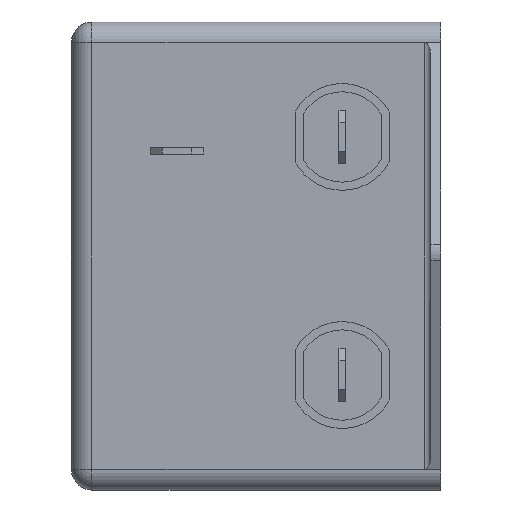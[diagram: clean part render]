
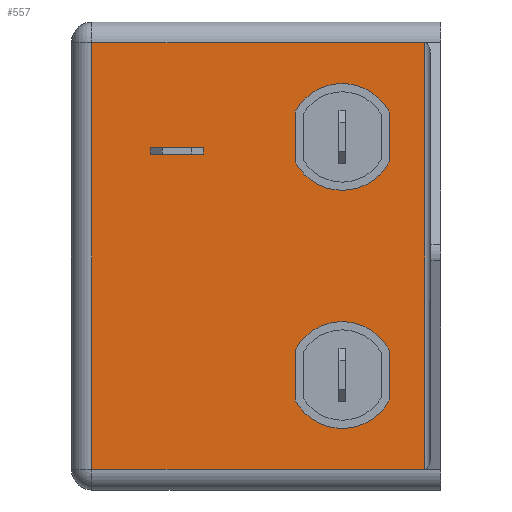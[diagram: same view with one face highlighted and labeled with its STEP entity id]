
A CAD part, left-side view. The second image highlights one B-rep face of the part: STEP entity #557.
In plain terms, the highlighted planar face has unit normal (-1, 0, 0).
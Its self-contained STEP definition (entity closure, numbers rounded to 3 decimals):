
#17 = DIRECTION ( 'NONE',  ( 0., 0., -1. ) ) ;
#20 = LINE ( 'NONE', #3222, #3373 ) ;
#21 = CARTESIAN_POINT ( 'NONE',  ( -46., 6.25, -17.531 ) ) ;
#25 = VERTEX_POINT ( 'NONE', #3193 ) ;
#26 = LINE ( 'NONE', #3634, #2472 ) ;
#55 = CIRCLE ( 'NONE', #305, 6.5 ) ;
#78 = CARTESIAN_POINT ( 'NONE',  ( -46., 12., -14.5 ) ) ;
#83 = LINE ( 'NONE', #3859, #4058 ) ;
#86 = VERTEX_POINT ( 'NONE', #3812 ) ;
#113 = CARTESIAN_POINT ( 'NONE',  ( -46., 42.5, -28.5 ) ) ;
#141 = CARTESIAN_POINT ( 'NONE',  ( -46., 6.25, 17.531 ) ) ;
#160 = ORIENTED_EDGE ( 'NONE', *, *, #3141, .F. ) ;
#168 = ORIENTED_EDGE ( 'NONE', *, *, #2455, .F. ) ;
#229 = VECTOR ( 'NONE', #1738, 1000. ) ;
#269 = EDGE_CURVE ( 'NONE', #1662, #2471, #3720, .T. ) ;
#305 = AXIS2_PLACEMENT_3D ( 'NONE', #455, #2650, #787 ) ;
#323 = FACE_BOUND ( 'NONE', #993, .T. ) ;
#337 = EDGE_CURVE ( 'NONE', #25, #86, #1122, .T. ) ;
#364 = ORIENTED_EDGE ( 'NONE', *, *, #2579, .F. ) ;
#376 = CARTESIAN_POINT ( 'NONE',  ( -46., 1.95, 26. ) ) ;
#409 = DIRECTION ( 'NONE',  ( 0., 0., -1. ) ) ;
#421 = ORIENTED_EDGE ( 'NONE', *, *, #3351, .F. ) ;
#423 = CARTESIAN_POINT ( 'NONE',  ( -46., 17.75, 17.531 ) ) ;
#450 = AXIS2_PLACEMENT_3D ( 'NONE', #1643, #3794, #1949 ) ;
#455 = CARTESIAN_POINT ( 'NONE',  ( -46., 12., -14.5 ) ) ;
#552 = VERTEX_POINT ( 'NONE', #423 ) ;
#557 = ADVANCED_FACE ( 'NONE', ( #1930, #3563, #323, #1074 ), #2624, .T. ) ;
#558 = EDGE_CURVE ( 'NONE', #86, #2429, #2625, .T. ) ;
#600 = VERTEX_POINT ( 'NONE', #141 ) ;
#603 = VECTOR ( 'NONE', #17, 1000. ) ;
#650 = LINE ( 'NONE', #987, #1387 ) ;
#695 = VERTEX_POINT ( 'NONE', #3854 ) ;
#698 = DIRECTION ( 'NONE',  ( 0., 0., 1. ) ) ;
#703 = LINE ( 'NONE', #3402, #2289 ) ;
#717 = ORIENTED_EDGE ( 'NONE', *, *, #774, .F. ) ;
#731 = ORIENTED_EDGE ( 'NONE', *, *, #3492, .T. ) ;
#749 = CARTESIAN_POINT ( 'NONE',  ( -46., 12., -14.5 ) ) ;
#759 = DIRECTION ( 'NONE',  ( -1., 0., 0. ) ) ;
#774 = EDGE_CURVE ( 'NONE', #2429, #3130, #55, .T. ) ;
#787 = DIRECTION ( 'NONE',  ( 0., 0., -1. ) ) ;
#823 = DIRECTION ( 'NONE',  ( 0., 1., 0. ) ) ;
#893 = EDGE_LOOP ( 'NONE', ( #168, #1564, #1853, #1712, #3931 ) ) ;
#954 = VECTOR ( 'NONE', #2318, 1000. ) ;
#958 = VERTEX_POINT ( 'NONE', #21 ) ;
#964 = CARTESIAN_POINT ( 'NONE',  ( -46., 1.95, 28.5 ) ) ;
#987 = CARTESIAN_POINT ( 'NONE',  ( -46., 35.4, 13.2 ) ) ;
#993 = EDGE_LOOP ( 'NONE', ( #2463, #364, #717, #2376, #3947 ) ) ;
#1068 = DIRECTION ( 'NONE',  ( 0., 0., -1. ) ) ;
#1074 = FACE_BOUND ( 'NONE', #1604, .T. ) ;
#1086 = DIRECTION ( 'NONE',  ( 0., 0., -1. ) ) ;
#1099 = CARTESIAN_POINT ( 'NONE',  ( -46., 1.95, -26. ) ) ;
#1100 = AXIS2_PLACEMENT_3D ( 'NONE', #749, #2924, #1068 ) ;
#1101 = ORIENTED_EDGE ( 'NONE', *, *, #3985, .F. ) ;
#1122 = CIRCLE ( 'NONE', #1100, 6.5 ) ;
#1199 = EDGE_CURVE ( 'NONE', #958, #25, #2819, .T. ) ;
#1237 = DIRECTION ( 'NONE',  ( -1., 0., 0. ) ) ;
#1239 = AXIS2_PLACEMENT_3D ( 'NONE', #78, #2314, #409 ) ;
#1278 = ORIENTED_EDGE ( 'NONE', *, *, #2648, .T. ) ;
#1328 = DIRECTION ( 'NONE',  ( 0., 0., -1. ) ) ;
#1355 = LINE ( 'NONE', #2874, #2907 ) ;
#1387 = VECTOR ( 'NONE', #3149, 1000. ) ;
#1406 = CIRCLE ( 'NONE', #1870, 6.5 ) ;
#1407 = EDGE_CURVE ( 'NONE', #600, #552, #1406, .T. ) ;
#1564 = ORIENTED_EDGE ( 'NONE', *, *, #269, .F. ) ;
#1604 = EDGE_LOOP ( 'NONE', ( #1101, #2380, #421, #160 ) ) ;
#1614 = VECTOR ( 'NONE', #1086, 1000. ) ;
#1642 = EDGE_CURVE ( 'NONE', #552, #2557, #1355, .T. ) ;
#1643 = CARTESIAN_POINT ( 'NONE',  ( -46., 12., 14.5 ) ) ;
#1662 = VERTEX_POINT ( 'NONE', #1982 ) ;
#1712 = ORIENTED_EDGE ( 'NONE', *, *, #1642, .F. ) ;
#1716 = VERTEX_POINT ( 'NONE', #2660 ) ;
#1738 = DIRECTION ( 'NONE',  ( 0., 0., -1. ) ) ;
#1761 = ORIENTED_EDGE ( 'NONE', *, *, #3062, .T. ) ;
#1770 = CARTESIAN_POINT ( 'NONE',  ( -46., 42.5, 26. ) ) ;
#1827 = CARTESIAN_POINT ( 'NONE',  ( -46., 12., 14.5 ) ) ;
#1853 = ORIENTED_EDGE ( 'NONE', *, *, #2051, .F. ) ;
#1862 = CARTESIAN_POINT ( 'NONE',  ( -46., 17.75, -17.531 ) ) ;
#1870 = AXIS2_PLACEMENT_3D ( 'NONE', #3091, #1237, #3411 ) ;
#1906 = LINE ( 'NONE', #3549, #954 ) ;
#1915 = DIRECTION ( 'NONE',  ( 0., 0., 1. ) ) ;
#1930 = FACE_OUTER_BOUND ( 'NONE', #3570, .T. ) ;
#1948 = VERTEX_POINT ( 'NONE', #1770 ) ;
#1949 = DIRECTION ( 'NONE',  ( 0., 0., -1. ) ) ;
#1959 = CARTESIAN_POINT ( 'NONE',  ( -46., 35.4, 12.4 ) ) ;
#1982 = CARTESIAN_POINT ( 'NONE',  ( -46., 12., 8. ) ) ;
#2017 = CARTESIAN_POINT ( 'NONE',  ( -46., 35.4, 13.2 ) ) ;
#2032 = DIRECTION ( 'NONE',  ( 0., 0., 1. ) ) ;
#2051 = EDGE_CURVE ( 'NONE', #2557, #1662, #3832, .T. ) ;
#2090 = AXIS2_PLACEMENT_3D ( 'NONE', #3560, #759, #2929 ) ;
#2098 = VERTEX_POINT ( 'NONE', #2136 ) ;
#2126 = DIRECTION ( 'NONE',  ( 0., 0., -1. ) ) ;
#2136 = CARTESIAN_POINT ( 'NONE',  ( -46., 28.9, 13.2 ) ) ;
#2289 = VECTOR ( 'NONE', #3079, 1000. ) ;
#2314 = DIRECTION ( 'NONE',  ( -1., 0., 0. ) ) ;
#2318 = DIRECTION ( 'NONE',  ( 0., -1., 0. ) ) ;
#2376 = ORIENTED_EDGE ( 'NONE', *, *, #558, .F. ) ;
#2380 = ORIENTED_EDGE ( 'NONE', *, *, #3780, .F. ) ;
#2429 = VERTEX_POINT ( 'NONE', #1862 ) ;
#2430 = LINE ( 'NONE', #113, #1614 ) ;
#2455 = EDGE_CURVE ( 'NONE', #2471, #600, #703, .T. ) ;
#2463 = ORIENTED_EDGE ( 'NONE', *, *, #1199, .F. ) ;
#2471 = VERTEX_POINT ( 'NONE', #3099 ) ;
#2472 = VECTOR ( 'NONE', #823, 1000. ) ;
#2516 = LINE ( 'NONE', #964, #3225 ) ;
#2557 = VERTEX_POINT ( 'NONE', #3202 ) ;
#2579 = EDGE_CURVE ( 'NONE', #3130, #958, #3543, .T. ) ;
#2624 = PLANE ( 'NONE',  #2090 ) ;
#2625 = LINE ( 'NONE', #3572, #229 ) ;
#2648 = EDGE_CURVE ( 'NONE', #1948, #695, #2430, .T. ) ;
#2650 = DIRECTION ( 'NONE',  ( -1., 0., 0. ) ) ;
#2660 = CARTESIAN_POINT ( 'NONE',  ( -46., 35.4, 12.4 ) ) ;
#2719 = VECTOR ( 'NONE', #698, 1000. ) ;
#2743 = VERTEX_POINT ( 'NONE', #3940 ) ;
#2819 = LINE ( 'NONE', #3519, #2719 ) ;
#2839 = CARTESIAN_POINT ( 'NONE',  ( -46., 12., -21. ) ) ;
#2858 = EDGE_CURVE ( 'NONE', #3377, #1948, #26, .T. ) ;
#2874 = CARTESIAN_POINT ( 'NONE',  ( -46., 17.75, 11.469 ) ) ;
#2907 = VECTOR ( 'NONE', #1328, 1000. ) ;
#2924 = DIRECTION ( 'NONE',  ( -1., 0., 0. ) ) ;
#2929 = DIRECTION ( 'NONE',  ( 0., 0., 1. ) ) ;
#2978 = LINE ( 'NONE', #1959, #603 ) ;
#3062 = EDGE_CURVE ( 'NONE', #4012, #3377, #2516, .T. ) ;
#3079 = DIRECTION ( 'NONE',  ( 0., 0., 1. ) ) ;
#3091 = CARTESIAN_POINT ( 'NONE',  ( -46., 12., 14.5 ) ) ;
#3099 = CARTESIAN_POINT ( 'NONE',  ( -46., 6.25, 11.469 ) ) ;
#3130 = VERTEX_POINT ( 'NONE', #2839 ) ;
#3141 = EDGE_CURVE ( 'NONE', #2098, #3743, #650, .T. ) ;
#3149 = DIRECTION ( 'NONE',  ( 0., 1., 0. ) ) ;
#3193 = CARTESIAN_POINT ( 'NONE',  ( -46., 6.25, -11.469 ) ) ;
#3202 = CARTESIAN_POINT ( 'NONE',  ( -46., 17.75, 11.469 ) ) ;
#3222 = CARTESIAN_POINT ( 'NONE',  ( -46., 28.9, 13.2 ) ) ;
#3225 = VECTOR ( 'NONE', #1915, 1000. ) ;
#3342 = AXIS2_PLACEMENT_3D ( 'NONE', #1827, #3962, #2126 ) ;
#3351 = EDGE_CURVE ( 'NONE', #3743, #1716, #2978, .T. ) ;
#3373 = VECTOR ( 'NONE', #2032, 1000. ) ;
#3377 = VERTEX_POINT ( 'NONE', #376 ) ;
#3402 = CARTESIAN_POINT ( 'NONE',  ( -46., 6.25, 17.531 ) ) ;
#3411 = DIRECTION ( 'NONE',  ( 0., 0., -1. ) ) ;
#3492 = EDGE_CURVE ( 'NONE', #695, #4012, #1906, .T. ) ;
#3519 = CARTESIAN_POINT ( 'NONE',  ( -46., 6.25, -11.469 ) ) ;
#3543 = CIRCLE ( 'NONE', #1239, 6.5 ) ;
#3549 = CARTESIAN_POINT ( 'NONE',  ( -46., 45., -26. ) ) ;
#3554 = DIRECTION ( 'NONE',  ( 0., -1., 0. ) ) ;
#3560 = CARTESIAN_POINT ( 'NONE',  ( -46., 45., 28.5 ) ) ;
#3563 = FACE_BOUND ( 'NONE', #893, .T. ) ;
#3570 = EDGE_LOOP ( 'NONE', ( #731, #1761, #4018, #1278 ) ) ;
#3572 = CARTESIAN_POINT ( 'NONE',  ( -46., 17.75, -17.531 ) ) ;
#3634 = CARTESIAN_POINT ( 'NONE',  ( -46., 45., 26. ) ) ;
#3720 = CIRCLE ( 'NONE', #450, 6.5 ) ;
#3743 = VERTEX_POINT ( 'NONE', #2017 ) ;
#3780 = EDGE_CURVE ( 'NONE', #1716, #2743, #83, .T. ) ;
#3794 = DIRECTION ( 'NONE',  ( -1., 0., 0. ) ) ;
#3812 = CARTESIAN_POINT ( 'NONE',  ( -46., 17.75, -11.469 ) ) ;
#3832 = CIRCLE ( 'NONE', #3342, 6.5 ) ;
#3854 = CARTESIAN_POINT ( 'NONE',  ( -46., 42.5, -26. ) ) ;
#3859 = CARTESIAN_POINT ( 'NONE',  ( -46., 28.9, 12.4 ) ) ;
#3931 = ORIENTED_EDGE ( 'NONE', *, *, #1407, .F. ) ;
#3940 = CARTESIAN_POINT ( 'NONE',  ( -46., 28.9, 12.4 ) ) ;
#3947 = ORIENTED_EDGE ( 'NONE', *, *, #337, .F. ) ;
#3962 = DIRECTION ( 'NONE',  ( -1., 0., 0. ) ) ;
#3985 = EDGE_CURVE ( 'NONE', #2743, #2098, #20, .T. ) ;
#4012 = VERTEX_POINT ( 'NONE', #1099 ) ;
#4018 = ORIENTED_EDGE ( 'NONE', *, *, #2858, .T. ) ;
#4058 = VECTOR ( 'NONE', #3554, 1000. ) ;
